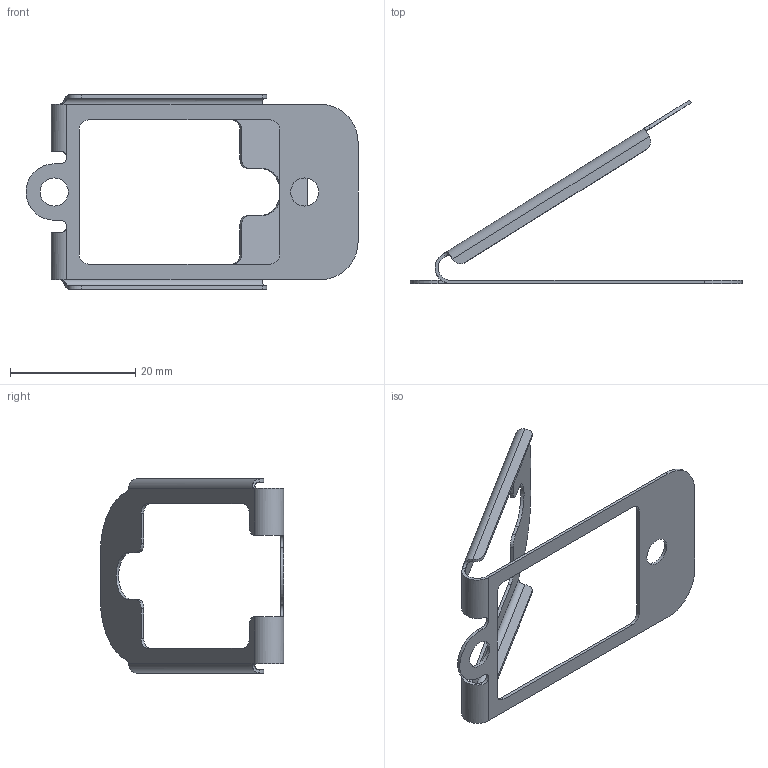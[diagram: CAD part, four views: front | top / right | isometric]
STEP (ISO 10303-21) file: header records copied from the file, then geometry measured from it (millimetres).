
FILE_DESCRIPTION((''),'2;1');
FILE_NAME('85910510','2017-07-28T',('30924'),('Springboard'),'CREO PARAMETRIC BY PTC INC, 2015380','CREO PARAMETRIC BY PTC INC, 2015380','');
FILE_SCHEMA(('CONFIG_CONTROL_DESIGN'));
Length unit declared in the file: millimetre
Products named in the file (1): 85910510
Bounding box: 53 x 29.27 x 31 mm (x, y, z)
Volume: 683.7 mm3; surface area: 2959 mm2
Topology: 1 solids, 1 shells, 74 faces, 210 edges, 136 vertices
Faces by surface type: cylinder 40, plane 34
Entity records: 2514 total; most frequent: CARTESIAN_POINT 490, DIRECTION 422, ORIENTED_EDGE 420, EDGE_CURVE 210, AXIS2_PLACEMENT_3D 150, VERTEX_POINT 136, VECTOR 122, LINE 122
